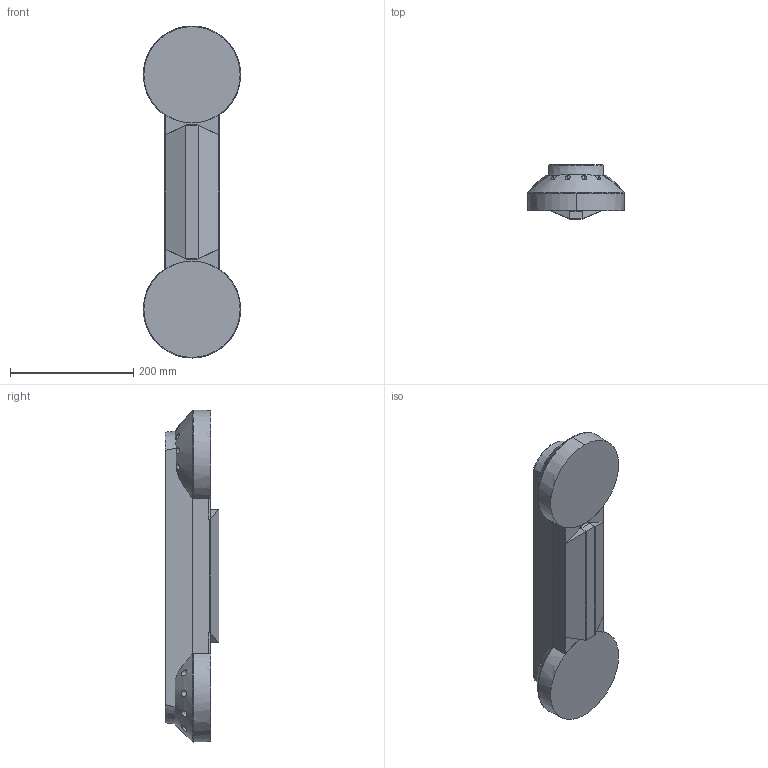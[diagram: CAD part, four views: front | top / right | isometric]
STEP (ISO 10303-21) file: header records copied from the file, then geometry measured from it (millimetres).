
FILE_DESCRIPTION (( 'STEP AP214' ), '1' );
FILE_NAME ('rv-6sdl_Upper-arm.STEP', '2021-06-29T17:00:30', ( '' ), ( '' ), 'SwSTEP 2.0', 'SolidWorks 2018', '' );
FILE_SCHEMA (( 'AUTOMOTIVE_DESIGN' ));
Length unit declared in the file: millimetre
Products named in the file (3): RV-6SL_NO1ARM^Upper arm_rv-6sl_arm; Upper arm^rv-6sl_arm; rv-6sdl_Upper-arm
Assembly tree (2 placements, depth 3):
  rv-6sdl_Upper-arm
    Upper arm^rv-6sl_arm
      RV-6SL_NO1ARM^Upper arm_rv-6sl_arm
Bounding box: 157.73 x 87 x 537.93 mm (x, y, z)
Volume: 3880013.6 mm3; surface area: 201306.3 mm2
Topology: 1 solids, 1 shells, 88 faces, 216 edges, 144 vertices
Faces by surface type: bspline 88
Entity records: 6198 total; most frequent: CARTESIAN_POINT 4412, ORIENTED_EDGE 432, DIRECTION 220, EDGE_CURVE 216, VERTEX_POINT 144, EDGE_LOOP 102, FACE_OUTER_BOUND 88, ADVANCED_FACE 88
